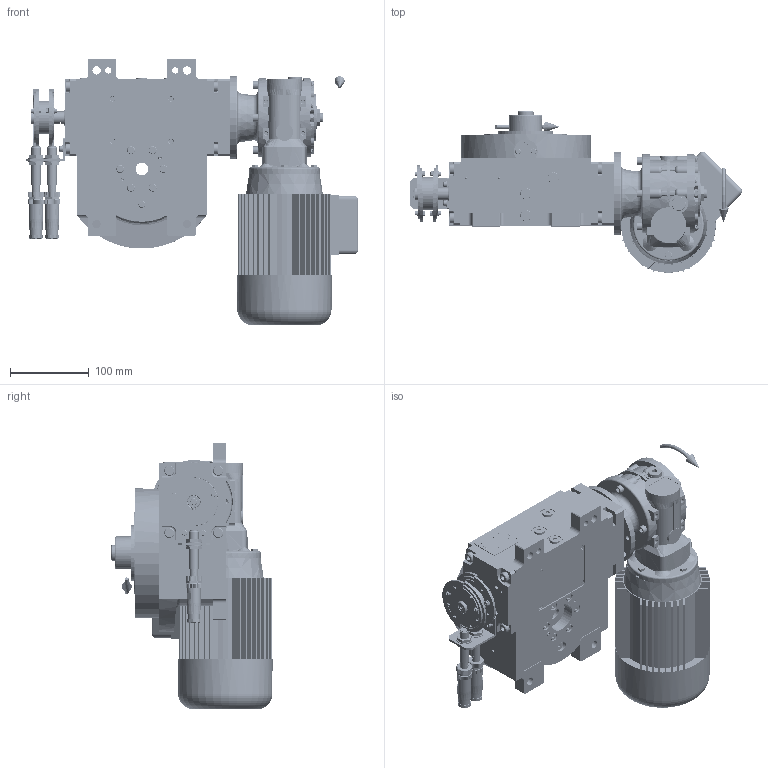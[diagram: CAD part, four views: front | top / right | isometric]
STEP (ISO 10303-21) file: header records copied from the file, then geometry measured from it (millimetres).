
FILE_DESCRIPTION (( 'STEP AP203' ), '1' );
FILE_NAME ('PC5200602.step', '2024-09-08T08:23:29', ( '' ), ( '' ), 'SwSTEP 2.0', 'SolidWorks 2020', '' );
FILE_SCHEMA (( 'CONFIG_CONTROL_DESIGN' ));
Length unit declared in the file: millimetre
Products named in the file (97): freccia_angolare_albero; cfn2400_04_024; AS_cfn2400_04_024; cfn2128_04_011; cfn2107_01_001; cfn2000_01_184; rig04_001_a_001; AS_900_38_30_003; cfn2155_01_186; cfn2000_01_129; cfn2000_01_151; cfn2401_02_005; cfn2151_01_092; rig04_015; rig04_004_s_002; rig04_071_8_m.stp; rig04_003_8; cfn2476_01_001_48x38; rig04_014; CFN2000_01_185.stp; AS_900_00_00_005; cfn2000_01_161; AS_rig04_015; cfn2003_01_063; AS_rig04_002_bl_004; cfn2070_05_001; cfn2115_02_213; RIG04_005_ASM.stp; cfn2115_02_194; RMI40_F1_LCB_SX_63B14; cfn2000_01_147; cfn2205_01_012; TN63A4B14; CFN2356_03_051.stp; AS_rig04_014; rig04_004_s_001; RIG04_005_AF0.stp; cfn2104_01_002; cfn2276_01_065; CFN2104_02_017.stp ...
Assembly tree (93 placements, depth 5):
  cfn2151_01_092
  cfn2115_02_213
  cfn2205_01_012
  CFN2356_03_051.stp
  cfn2276_01_065
Bounding box: 421.37 x 204.5 x 338.5 mm (x, y, z)
Volume: 4130056.9 mm3; surface area: 819089.8 mm2
Topology: 93 solids, 93 shells, 6314 faces, 15997 edges, 10162 vertices
Faces by surface type: plane 2981, cylinder 2129, cone 1019, torus 157, bspline 18, sphere 10
Entity records: 176073 total; most frequent: CARTESIAN_POINT 41550, DIRECTION 26310, ORIENTED_EDGE 25716, EDGE_CURVE 12858, AXIS2_PLACEMENT_3D 9629, VERTEX_POINT 8252, LINE 7052, VECTOR 7052
